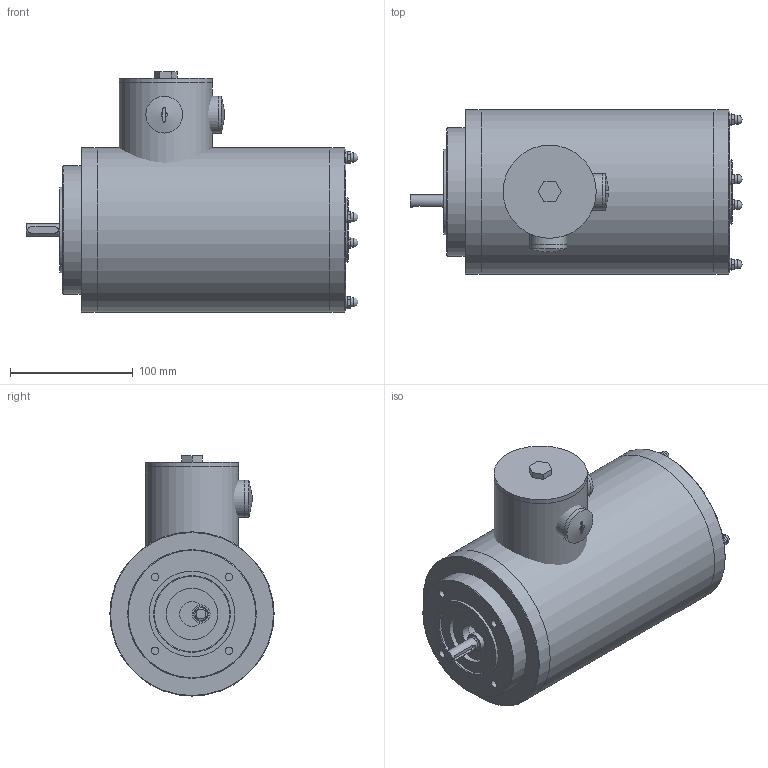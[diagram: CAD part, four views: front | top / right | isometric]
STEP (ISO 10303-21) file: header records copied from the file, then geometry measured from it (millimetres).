
FILE_DESCRIPTION(('Bauteilbeschreibung','HiCAD-Model','HiCAD-STEP-TRANSLATION','Bauteilbeschreibung'),'2;1');
FILE_NAME('TENV 71-6B IMB14 FT85 0,25KW.STP','2012-04-13T07:31:29+00:00',('Konstrukteur'),('Konstrukteur Firma GmbH'),' HiCAD 2010, Step 1502.0 ','HiCAD 2010','confidential');
FILE_SCHEMA(('AUTOMOTIVE_DESIGN { 1 2 10303 214 0 1 1 1 }'));
Length unit declared in the file: millimetre
Products named in the file (22): TENV 71_6B IMB14 FT85 0_25KW; TENV 71_2A IMB34 FT85_BG; B_SCHILD; SCHEIBEN 4X_0; ISO 7090_5_200 HV_SCHEIBEN_0; ISO070900502000HV0SCHEIBEN00; ISO070900502000HV0SCHEIBEN000; ISO070900502000HV0SCHEIBEN001; DIN_1587_M5; DIN015870M5; DIN015870M50; DIN015870M51; WELLE _14X30; GEH_USE; KLEMMKASTEN; KLEMMKASTEN0; DECKEK_30; DECKEL_30; TRANSLATIONSTEIL_3; TRANSLATIONSTEIL_2; DECKEL_76; FLANSCH B14
Assembly tree (21 placements, depth 4):
  TENV 71_6B IMB14 FT85 0_25KW
    TENV 71_2A IMB34 FT85_BG
      B_SCHILD
      SCHEIBEN 4X_0
        ISO 7090_5_200 HV_SCHEIBEN_0
        ISO070900502000HV0SCHEIBEN00
        ISO070900502000HV0SCHEIBEN000
        ISO070900502000HV0SCHEIBEN001
      DIN_1587_M5
      DIN015870M5
      DIN015870M50
      DIN015870M51
      WELLE _14X30
      GEH_USE
      KLEMMKASTEN
      KLEMMKASTEN0
        DECKEK_30
        DECKEL_30
        TRANSLATIONSTEIL_3
        TRANSLATIONSTEIL_2
      DECKEL_76
      FLANSCH B14
Bounding box: 270.97 x 134 x 196 mm (x, y, z)
Volume: 850538.5 mm3; surface area: 312210.4 mm2
Topology: 18 solids, 18 shells, 225 faces, 487 edges, 324 vertices
Faces by surface type: plane 123, cylinder 71, cone 19, torus 8, sphere 4
Full cylindrical faces by diameter (mm): 5 x8, 5.3 x4, 6 x4, 7.5 x4, 10 x5, 14.8 x1, 15 x1, 15.8 x1, 20 x3, 30 x5, 42 x1, 52.5 x1, 61.592 x1, 65 x1, 70 x1, 72 x1, 76 x2, 105 x1, 124 x1, 126 x1, 127.4 x1, 130 x2, 131 x2, 134 x3
Entity records: 9488 total; most frequent: CARTESIAN_POINT 2718, DIRECTION 1032, ORIENTED_EDGE 728, AXIS2_PLACEMENT_3D 435, EDGE_CURVE 364, COLOUR_RGB 358, EDGE_LOOP 358, PRESENTATION_STYLE_ASSIGNMENT 358
